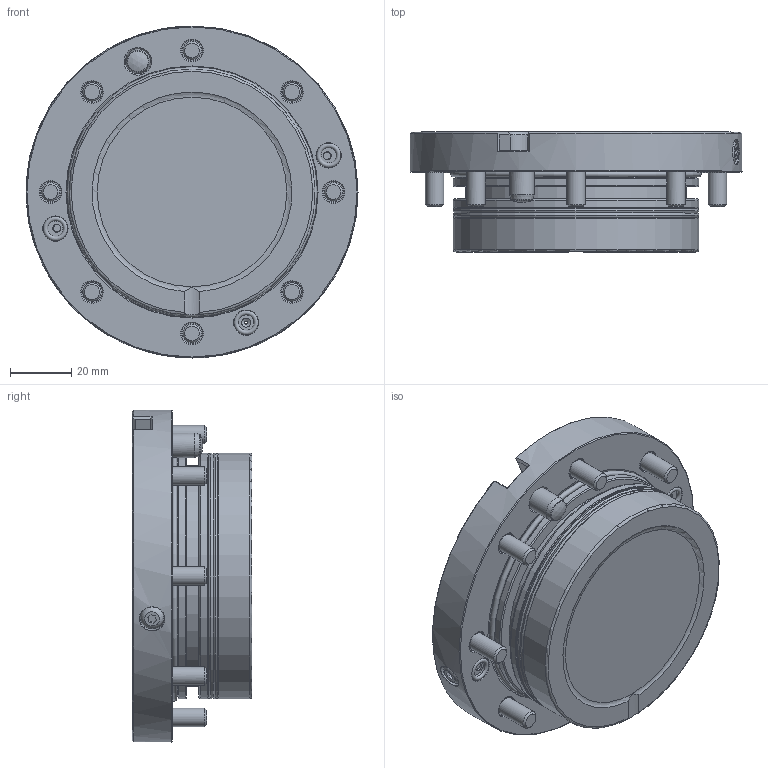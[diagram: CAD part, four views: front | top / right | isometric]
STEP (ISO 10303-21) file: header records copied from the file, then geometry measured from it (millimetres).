
FILE_DESCRIPTION (( 'STEP AP214' ), '1' );
FILE_NAME ('STARK_804 522_A.STEP', '2021-09-30T07:20:20', ( '' ), ( '' ), 'SwSTEP 2.0', 'SolidWorks 2019', '' );
FILE_SCHEMA (( 'AUTOMOTIVE_DESIGN' ));
Length unit declared in the file: millimetre
Products named in the file (1): STARK_804 522_A
Bounding box: 108 x 39 x 108 mm (x, y, z)
Volume: 233336.5 mm3; surface area: 38333 mm2
Topology: 1 solids, 5 shells, 296 faces, 597 edges, 393 vertices
Faces by surface type: cylinder 105, plane 98, cone 49, torus 31, sphere 11, bspline 2
Full cylindrical faces by diameter (mm): 1 x1, 1.697 x2, 2.5 x2, 3 x1, 4 x2, 4.25 x1, 4.5 x2, 4.8 x10, 5 x2, 5.5 x2, 6 x10, 6.1 x2, 6.8 x8, 7 x2, 7.6 x2, 8 x7, 11.5 x8, 16.4 x2, 17.2 x1, 18.9 x1, 21 x1, 23.9 x1, 24 x1, 32 x1, 71.7 x1, 78.2 x1, 79.272 x2, 79.715 x1, 79.95 x2, 80 x1
Entity records: 10992 total; most frequent: CARTESIAN_POINT 3656, DIRECTION 1149, ORIENTED_EDGE 764, EDGE_LOOP 545, AXIS2_PLACEMENT_3D 534, FACE_OUTER_BOUND 410, EDGE_CURVE 382, VERTEX_POINT 333
